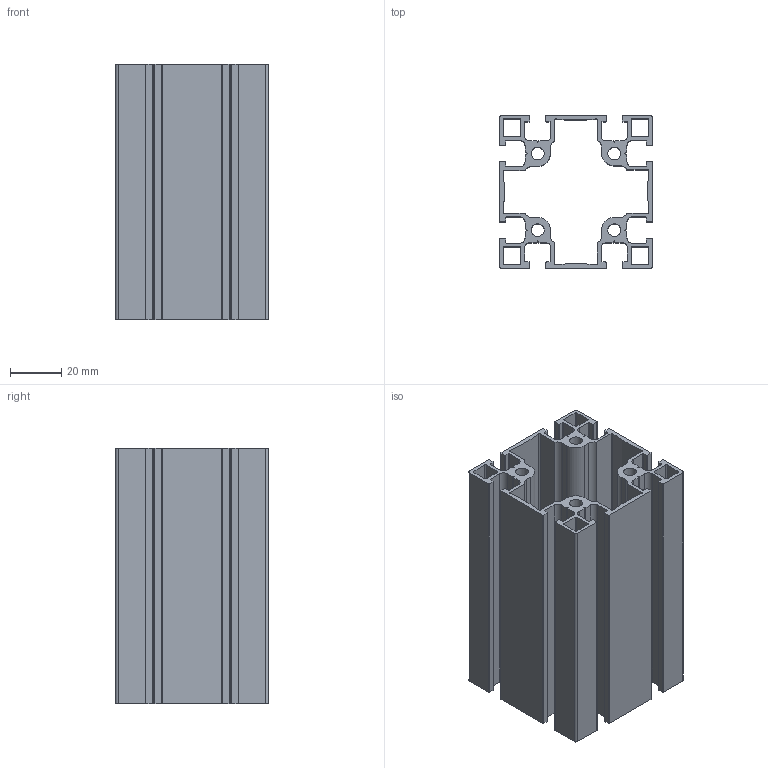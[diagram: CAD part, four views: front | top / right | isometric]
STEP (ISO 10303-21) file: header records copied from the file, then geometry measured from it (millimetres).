
FILE_DESCRIPTION(/* description */ ('PROF.60X60 8C LEGGERO'),/* implementation_level */ '2;1');
FILE_NAME(/* name */ 'BPRDD0000203.stp',/* time_stamp */ '2018-03-09T11:32:11+01:00',/* author */ ('fzagni'),/* organization */ (''),/* preprocessor_version */ 'ST-DEVELOPER v16.1',/* originating_system */ 'Autodesk Inventor 2016',/* authorisation */ '');
FILE_SCHEMA (('AUTOMOTIVE_DESIGN { 1 0 10303 214 3 1 1 }'));
Length unit declared in the file: millimetre
Products named in the file (1): BPRDD0000203
Bounding box: 60 x 60 x 100 mm (x, y, z)
Volume: 81136.4 mm3; surface area: 85054 mm2
Topology: 1 solids, 1 shells, 238 faces, 708 edges, 472 vertices
Faces by surface type: plane 126, cylinder 112
Full cylindrical faces by diameter (mm): 5.017 x4
Entity records: 8076 total; most frequent: CARTESIAN_POINT 1415, ORIENTED_EDGE 1408, DIRECTION 1406, EDGE_CURVE 704, LINE 480, VECTOR 480, VERTEX_POINT 472, AXIS2_PLACEMENT_3D 463
